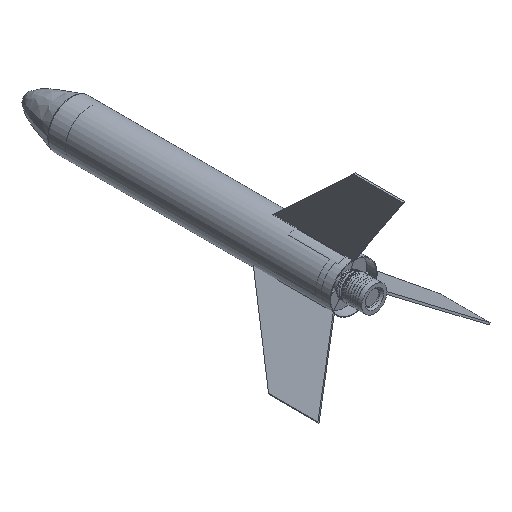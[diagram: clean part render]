
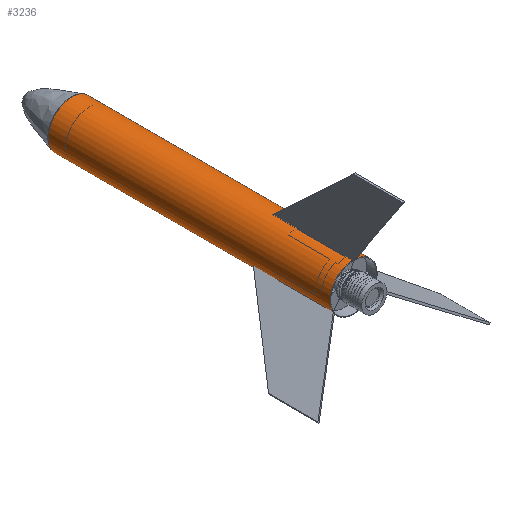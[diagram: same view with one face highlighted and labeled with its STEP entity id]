
A CAD part, isometric view. The second image highlights one B-rep face of the part: STEP entity #3236.
In plain terms, the highlighted cylindrical face has radius 38.1 mm (diameter 76.2 mm), a full revolution.
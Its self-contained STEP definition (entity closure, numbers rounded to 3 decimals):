
#245=FACE_BOUND('',#679,.T.);
#246=FACE_BOUND('',#680,.T.);
#247=FACE_BOUND('',#681,.T.);
#268=CYLINDRICAL_SURFACE('',#3508,38.1);
#324=CIRCLE('',#3484,38.1);
#326=CIRCLE('',#3488,38.1);
#328=CIRCLE('',#3492,38.1);
#330=CIRCLE('',#3496,38.1);
#332=CIRCLE('',#3500,38.1);
#334=CIRCLE('',#3504,38.1);
#337=CIRCLE('',#3509,38.1);
#338=CIRCLE('',#3510,38.1);
#492=FACE_OUTER_BOUND('',#678,.T.);
#678=EDGE_LOOP('',(#2198,#2199,#2200,#2201));
#679=EDGE_LOOP('',(#2202,#2203,#2204,#2205));
#680=EDGE_LOOP('',(#2206,#2207,#2208,#2209));
#681=EDGE_LOOP('',(#2210,#2211,#2212,#2213));
#872=LINE('',#4760,#1091);
#876=LINE('',#4772,#1095);
#880=LINE('',#4784,#1099);
#884=LINE('',#4796,#1103);
#888=LINE('',#4808,#1107);
#892=LINE('',#4820,#1111);
#895=LINE('',#4835,#1114);
#1091=VECTOR('',#3838,10.);
#1095=VECTOR('',#3850,10.);
#1099=VECTOR('',#3862,10.);
#1103=VECTOR('',#3874,10.);
#1107=VECTOR('',#3886,10.);
#1111=VECTOR('',#3898,10.);
#1114=VECTOR('',#3917,38.1);
#1310=VERTEX_POINT('',#4757);
#1311=VERTEX_POINT('',#4759);
#1313=VERTEX_POINT('',#4765);
#1315=VERTEX_POINT('',#4771);
#1318=VERTEX_POINT('',#4781);
#1319=VERTEX_POINT('',#4783);
#1321=VERTEX_POINT('',#4789);
#1323=VERTEX_POINT('',#4795);
#1326=VERTEX_POINT('',#4805);
#1327=VERTEX_POINT('',#4807);
#1329=VERTEX_POINT('',#4813);
#1331=VERTEX_POINT('',#4819);
#1334=VERTEX_POINT('',#4832);
#1335=VERTEX_POINT('',#4834);
#1636=EDGE_CURVE('',#1311,#1310,#872,.T.);
#1639=EDGE_CURVE('',#1313,#1311,#324,.T.);
#1642=EDGE_CURVE('',#1315,#1313,#876,.T.);
#1645=EDGE_CURVE('',#1310,#1315,#326,.T.);
#1648=EDGE_CURVE('',#1319,#1318,#880,.T.);
#1651=EDGE_CURVE('',#1321,#1319,#328,.T.);
#1654=EDGE_CURVE('',#1323,#1321,#884,.T.);
#1657=EDGE_CURVE('',#1318,#1323,#330,.T.);
#1660=EDGE_CURVE('',#1327,#1326,#888,.T.);
#1663=EDGE_CURVE('',#1329,#1327,#332,.T.);
#1666=EDGE_CURVE('',#1331,#1329,#892,.T.);
#1669=EDGE_CURVE('',#1326,#1331,#334,.T.);
#1673=EDGE_CURVE('',#1334,#1334,#337,.T.);
#1674=EDGE_CURVE('',#1334,#1335,#895,.T.);
#1675=EDGE_CURVE('',#1335,#1335,#338,.T.);
#2198=ORIENTED_EDGE('',*,*,#1673,.F.);
#2199=ORIENTED_EDGE('',*,*,#1674,.T.);
#2200=ORIENTED_EDGE('',*,*,#1675,.T.);
#2201=ORIENTED_EDGE('',*,*,#1674,.F.);
#2202=ORIENTED_EDGE('',*,*,#1642,.T.);
#2203=ORIENTED_EDGE('',*,*,#1639,.T.);
#2204=ORIENTED_EDGE('',*,*,#1636,.T.);
#2205=ORIENTED_EDGE('',*,*,#1645,.T.);
#2206=ORIENTED_EDGE('',*,*,#1654,.T.);
#2207=ORIENTED_EDGE('',*,*,#1651,.T.);
#2208=ORIENTED_EDGE('',*,*,#1648,.T.);
#2209=ORIENTED_EDGE('',*,*,#1657,.T.);
#2210=ORIENTED_EDGE('',*,*,#1666,.T.);
#2211=ORIENTED_EDGE('',*,*,#1663,.T.);
#2212=ORIENTED_EDGE('',*,*,#1660,.T.);
#2213=ORIENTED_EDGE('',*,*,#1669,.T.);
#3236=ADVANCED_FACE('',(#492,#245,#246,#247),#268,.T.);
#3484=AXIS2_PLACEMENT_3D('',#4766,#3844,#3845);
#3488=AXIS2_PLACEMENT_3D('',#4776,#3856,#3857);
#3492=AXIS2_PLACEMENT_3D('',#4790,#3868,#3869);
#3496=AXIS2_PLACEMENT_3D('',#4800,#3880,#3881);
#3500=AXIS2_PLACEMENT_3D('',#4814,#3892,#3893);
#3504=AXIS2_PLACEMENT_3D('',#4824,#3904,#3905);
#3508=AXIS2_PLACEMENT_3D('',#4831,#3913,#3914);
#3509=AXIS2_PLACEMENT_3D('',#4833,#3915,#3916);
#3510=AXIS2_PLACEMENT_3D('',#4836,#3918,#3919);
#3838=DIRECTION('',(0.,1.,0.));
#3844=DIRECTION('center_axis',(0.,-1.,0.));
#3845=DIRECTION('ref_axis',(1.,0.,0.));
#3850=DIRECTION('',(0.,-1.,0.));
#3856=DIRECTION('center_axis',(0.,1.,0.));
#3857=DIRECTION('ref_axis',(1.,0.,0.));
#3862=DIRECTION('',(0.,1.,0.));
#3868=DIRECTION('center_axis',(0.,-1.,0.));
#3869=DIRECTION('ref_axis',(1.,0.,0.));
#3874=DIRECTION('',(0.,-1.,0.));
#3880=DIRECTION('center_axis',(0.,1.,0.));
#3881=DIRECTION('ref_axis',(1.,0.,0.));
#3886=DIRECTION('',(0.,1.,0.));
#3892=DIRECTION('center_axis',(0.,-1.,0.));
#3893=DIRECTION('ref_axis',(1.,0.,0.));
#3898=DIRECTION('',(0.,-1.,0.));
#3904=DIRECTION('center_axis',(0.,1.,0.));
#3905=DIRECTION('ref_axis',(1.,0.,0.));
#3913=DIRECTION('center_axis',(0.,1.,0.));
#3914=DIRECTION('ref_axis',(1.,0.,0.));
#3915=DIRECTION('center_axis',(0.,1.,0.));
#3916=DIRECTION('ref_axis',(1.,0.,0.));
#3917=DIRECTION('',(0.,-1.,0.));
#3918=DIRECTION('center_axis',(0.,1.,0.));
#3919=DIRECTION('ref_axis',(1.,0.,0.));
#4757=CARTESIAN_POINT('',(-32.173,88.9,-20.408));
#4759=CARTESIAN_POINT('',(-32.173,12.7,-20.408));
#4760=CARTESIAN_POINT('',(-32.173,0.,-20.408));
#4765=CARTESIAN_POINT('',(-33.761,12.7,-17.659));
#4766=CARTESIAN_POINT('Origin',(0.,12.7,0.));
#4771=CARTESIAN_POINT('',(-33.761,88.9,-17.659));
#4772=CARTESIAN_POINT('',(-33.761,0.,-17.659));
#4776=CARTESIAN_POINT('Origin',(0.,88.9,0.));
#4781=CARTESIAN_POINT('',(33.761,88.9,-17.659));
#4783=CARTESIAN_POINT('',(33.761,12.7,-17.659));
#4784=CARTESIAN_POINT('',(33.761,0.,-17.659));
#4789=CARTESIAN_POINT('',(32.173,12.7,-20.408));
#4790=CARTESIAN_POINT('Origin',(0.,12.7,0.));
#4795=CARTESIAN_POINT('',(32.173,88.9,-20.408));
#4796=CARTESIAN_POINT('',(32.173,0.,-20.408));
#4800=CARTESIAN_POINT('Origin',(0.,88.9,0.));
#4805=CARTESIAN_POINT('',(-1.588,88.9,38.067));
#4807=CARTESIAN_POINT('',(-1.588,12.7,38.067));
#4808=CARTESIAN_POINT('',(-1.588,0.,38.067));
#4813=CARTESIAN_POINT('',(1.588,12.7,38.067));
#4814=CARTESIAN_POINT('Origin',(0.,12.7,0.));
#4819=CARTESIAN_POINT('',(1.588,88.9,38.067));
#4820=CARTESIAN_POINT('',(1.588,0.,38.067));
#4824=CARTESIAN_POINT('Origin',(0.,88.9,0.));
#4831=CARTESIAN_POINT('Origin',(0.,0.,0.));
#4832=CARTESIAN_POINT('',(-38.1,457.2,0.));
#4833=CARTESIAN_POINT('Origin',(0.,457.2,0.));
#4834=CARTESIAN_POINT('',(-38.1,0.,0.));
#4835=CARTESIAN_POINT('',(-38.1,0.,0.));
#4836=CARTESIAN_POINT('Origin',(0.,0.,0.));
